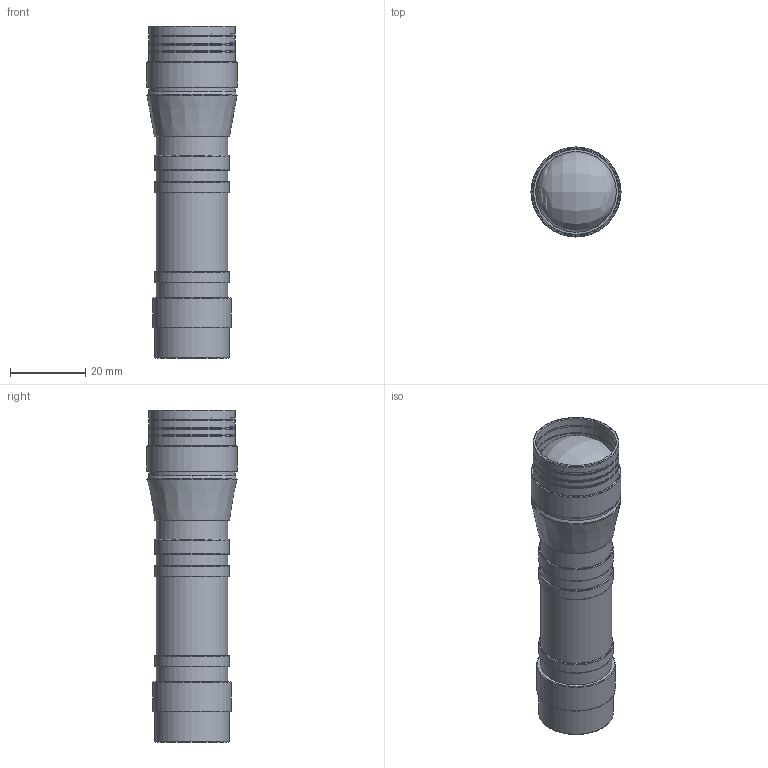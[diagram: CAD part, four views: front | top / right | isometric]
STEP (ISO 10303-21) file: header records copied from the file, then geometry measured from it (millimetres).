
FILE_DESCRIPTION(('HOOPS Exchange Step'),'2;1');
FILE_NAME('temp_export','2024-07-30T13:34:36+08:00',('sharma21'),('Shapr3D Limited'),'HOOPS Exchange 2024.2','Shapr3D','Authorized');
FILE_SCHEMA( ('AUTOMOTIVE_DESIGN { 1 0 10303 214 1 1 1 1 }') );
Length unit declared in the file: millimetre
Products named in the file (1): root
Bounding box: 24 x 24 x 88.5 mm (x, y, z)
Volume: 30449.6 mm3; surface area: 13530.1 mm2
Topology: 12 solids, 12 shells, 78 faces, 154 edges, 107 vertices
Faces by surface type: plane 31, cylinder 22, torus 21, cone 3, bspline 1
Full cylindrical faces by diameter (mm): 19 x4, 20 x4, 21 x1, 21.5 x4, 22.75 x3, 23 x5, 24 x1
Entity records: 2146 total; most frequent: DIRECTION 433, CARTESIAN_POINT 368, ORIENTED_EDGE 304, AXIS2_PLACEMENT_3D 204, EDGE_CURVE 152, CIRCLE 126, VERTEX_POINT 107, EDGE_LOOP 93
